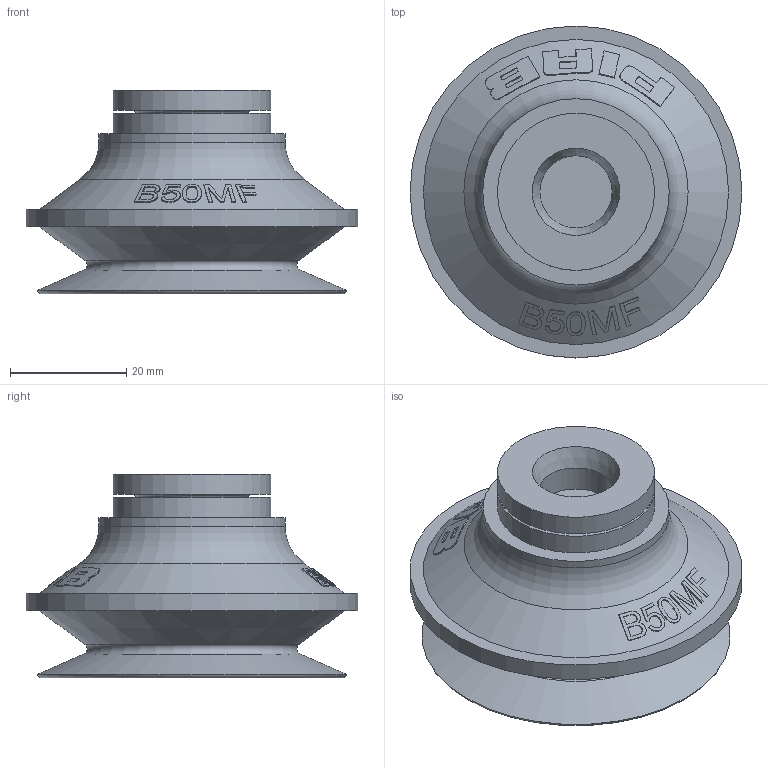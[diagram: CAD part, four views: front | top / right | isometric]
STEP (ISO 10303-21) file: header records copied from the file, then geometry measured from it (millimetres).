
FILE_DESCRIPTION(/* description */ ('Unknown'),/* implementation_level */ '2;1');
FILE_NAME(/* name */ 'S_A024_BXXX',/* time_stamp */ '2018-11-01T11:12:25+01:00',/* author */ ('Unknown'),/* organization */ ('Unknown'),/* preprocessor_version */ 'ST-DEVELOPER v16.7',/* originating_system */ 'DEX',/* authorisation */ $);
FILE_SCHEMA (('AUTOMOTIVE_DESIGN {1 0 10303 214 3 1 1}'));
Length unit declared in the file: millimetre
Products named in the file (4): S_A024_BXXX; A024_B50MF; Fitting_blank
Assembly tree (3 placements, depth 3):
  S_A024_BXXX
    A024_B50MF
      A024_B50MF
    Fitting_blank
Bounding box: 57 x 57 x 35 mm (x, y, z)
Volume: 43804.2 mm3; surface area: 11289.5 mm2
Topology: 1 solids, 1 shells, 172 faces, 438 edges, 289 vertices
Faces by surface type: bspline 131, cone 21, plane 8, cylinder 7, torus 5
Full cylindrical faces by diameter (mm): 12.4 x1, 19 x1, 19.5 x1, 27 x2, 32 x1, 57 x1
Entity records: 7503 total; most frequent: CARTESIAN_POINT 3323, ORIENTED_EDGE 832, EDGE_CURVE 416, B_SPLINE_CURVE_WITH_KNOTS 393, VERTEX_POINT 285, EDGE_LOOP 209, FACE_BOUND 209, STYLED_ITEM 171
